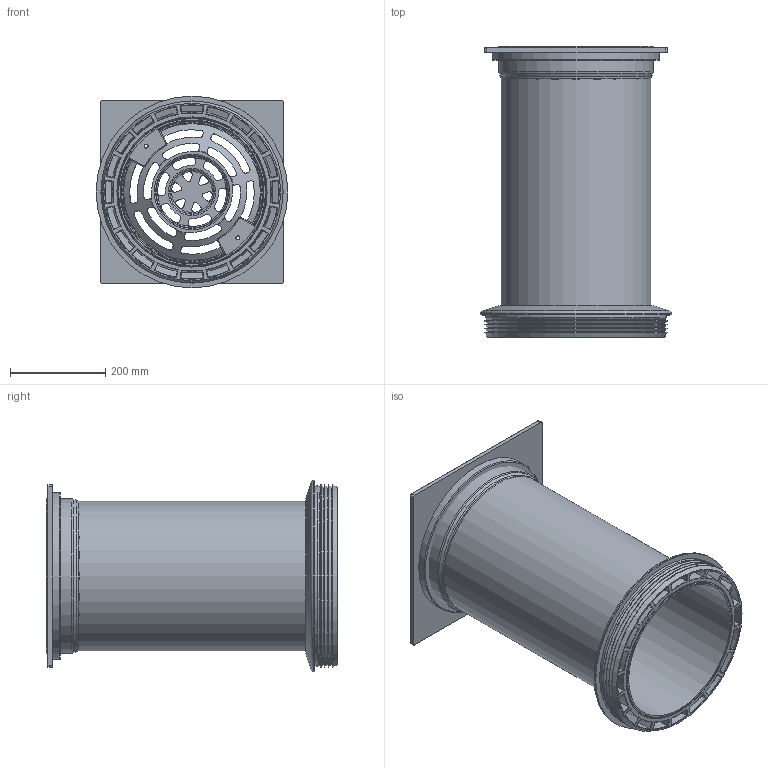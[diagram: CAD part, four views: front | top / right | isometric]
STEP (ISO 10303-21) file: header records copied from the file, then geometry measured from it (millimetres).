
FILE_DESCRIPTION(/* description */ (''),/* implementation_level */ '2;1');
FILE_NAME(/* name */ '661290z.stp',/* time_stamp */ '2024-12-09T12:42:32+01:00',/* author */ ('corinna'),/* organization */ (''),/* preprocessor_version */ 'ST-DEVELOPER v20',/* originating_system */ 'Autodesk Inventor 2024',/* authorisation */ '');
FILE_SCHEMA (('AUTOMOTIVE_DESIGN { 1 0 10303 214 3 1 1 }'));
Length unit declared in the file: millimetre
Products named in the file (6): 661290z; 660300z; 660500z; 990060z; 990060 Teil1; 990060 Teil2
Assembly tree (5 placements, depth 3):
  661290z
    660300z
    660500z
    990060z
      990060 Teil1
      990060 Teil2
Bounding box: 403 x 612.5 x 403 mm (x, y, z)
Volume: 7697756.2 mm3; surface area: 2172779.5 mm2
Topology: 4 solids, 4 shells, 1586 faces, 3871 edges, 2322 vertices
Faces by surface type: bspline 568, cylinder 431, torus 237, plane 235, cone 108, sphere 7
Full cylindrical faces by diameter (mm): 8.376 x2, 11 x2, 18 x2, 302.6 x1, 315 x2, 380 x1, 403 x1
Entity records: 63131 total; most frequent: CARTESIAN_POINT 28335, ORIENTED_EDGE 7714, DIRECTION 6560, EDGE_CURVE 3857, AXIS2_PLACEMENT_3D 2798, VERTEX_POINT 2322, EDGE_LOOP 1691, FACE_OUTER_BOUND 1586
